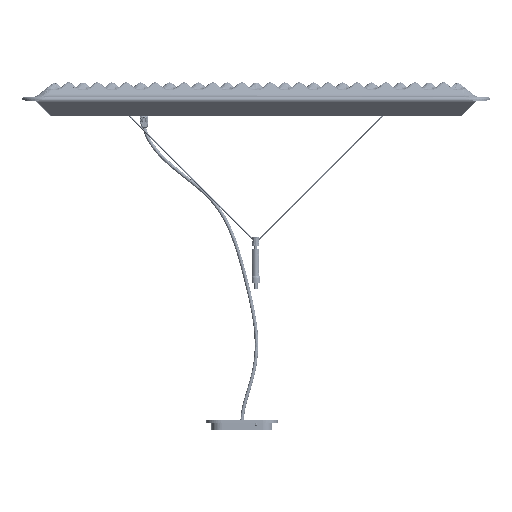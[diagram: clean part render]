
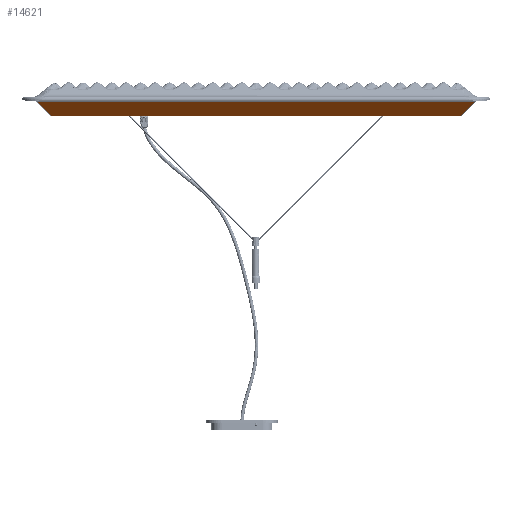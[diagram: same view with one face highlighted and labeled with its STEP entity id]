
A CAD part, left-side view. The second image highlights one B-rep face of the part: STEP entity #14621.
In plain terms, the highlighted planar face has unit normal (-0.707, 0, -0.707).
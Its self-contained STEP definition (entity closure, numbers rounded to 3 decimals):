
#2610=PLANE('',#49575);
#4716=B_SPLINE_CURVE_WITH_KNOTS('',1,(#68824,#68825),.UNSPECIFIED.,.F.,
 .F.,(2,2),(0.,695.808),.UNSPECIFIED.);
#4717=B_SPLINE_CURVE_WITH_KNOTS('',1,(#68829,#68830),.UNSPECIFIED.,.F.,
 .F.,(2,2),(0.,41.96),.UNSPECIFIED.);
#4718=B_SPLINE_CURVE_WITH_KNOTS('',3,(#68831,#68832,#68833,#68834),
 .UNSPECIFIED.,.F.,.F.,(4,4),(0.,1.),.UNSPECIFIED.);
#4719=B_SPLINE_CURVE_WITH_KNOTS('',1,(#68835,#68836),.UNSPECIFIED.,.F.,
 .F.,(2,2),(0.,744.758),.UNSPECIFIED.);
#4720=B_SPLINE_CURVE_WITH_KNOTS('',3,(#68837,#68838,#68839,#68840),
 .UNSPECIFIED.,.F.,.F.,(4,4),(-1.,0.),.UNSPECIFIED.);
#4721=B_SPLINE_CURVE_WITH_KNOTS('',1,(#68841,#68842),.UNSPECIFIED.,.F.,
 .F.,(2,2),(0.,41.96),.UNSPECIFIED.);
#14621=ADVANCED_FACE('',(#16365),#2610,.T.);
#16365=FACE_OUTER_BOUND('',#18128,.T.);
#18128=EDGE_LOOP('',(#22555,#22556,#22557,#22558,#22559,#22560,#22561,#22562));
#22555=ORIENTED_EDGE('',*,*,#31355,.T.);
#22556=ORIENTED_EDGE('',*,*,#31356,.T.);
#22557=ORIENTED_EDGE('',*,*,#31357,.T.);
#22558=ORIENTED_EDGE('',*,*,#31358,.T.);
#22559=ORIENTED_EDGE('',*,*,#31359,.T.);
#22560=ORIENTED_EDGE('',*,*,#31360,.T.);
#22561=ORIENTED_EDGE('',*,*,#31361,.T.);
#22562=ORIENTED_EDGE('',*,*,#31362,.T.);
#31355=EDGE_CURVE('',#42846,#42847,#4716,.T.);
#31356=EDGE_CURVE('',#42847,#42848,#38179,.T.);
#31357=EDGE_CURVE('',#42848,#42849,#4717,.T.);
#31358=EDGE_CURVE('',#42849,#42850,#4718,.T.);
#31359=EDGE_CURVE('',#42850,#42851,#4719,.T.);
#31360=EDGE_CURVE('',#42851,#42852,#4720,.T.);
#31361=EDGE_CURVE('',#42852,#42853,#4721,.T.);
#31362=EDGE_CURVE('',#42853,#42846,#38180,.T.);
#38179=(
BOUNDED_CURVE()
B_SPLINE_CURVE(2,(#68826,#68827,#68828),.UNSPECIFIED.,.F.,.F.)
B_SPLINE_CURVE_WITH_KNOTS((3,3),(0.,0.37),.UNSPECIFIED.)
CURVE()
GEOMETRIC_REPRESENTATION_ITEM()
RATIONAL_B_SPLINE_CURVE((1.,0.996,1.))
REPRESENTATION_ITEM('')
);
#38180=(
BOUNDED_CURVE()
B_SPLINE_CURVE(2,(#68843,#68844,#68845),.UNSPECIFIED.,.F.,.F.)
B_SPLINE_CURVE_WITH_KNOTS((3,3),(0.,0.37),.UNSPECIFIED.)
CURVE()
GEOMETRIC_REPRESENTATION_ITEM()
RATIONAL_B_SPLINE_CURVE((1.,0.996,1.))
REPRESENTATION_ITEM('')
);
#42846=VERTEX_POINT('',#68816);
#42847=VERTEX_POINT('',#68817);
#42848=VERTEX_POINT('',#68818);
#42849=VERTEX_POINT('',#68819);
#42850=VERTEX_POINT('',#68820);
#42851=VERTEX_POINT('',#68821);
#42852=VERTEX_POINT('',#68822);
#42853=VERTEX_POINT('',#68823);
#49575=AXIS2_PLACEMENT_3D('',#68815,#49890,$);
#49890=DIRECTION('',(-0.707,0.,-0.707));
#68815=CARTESIAN_POINT('',(-743.092,-447.462,-45.206));
#68816=CARTESIAN_POINT('',(-746.149,347.906,-42.149));
#68817=CARTESIAN_POINT('',(-746.149,-347.901,-42.149));
#68818=CARTESIAN_POINT('',(-746.347,-348.141,-41.95));
#68819=CARTESIAN_POINT('',(-770.59,-372.333,-17.708));
#68820=CARTESIAN_POINT('',(-770.623,-372.377,-17.675));
#68821=CARTESIAN_POINT('',(-770.623,372.381,-17.675));
#68822=CARTESIAN_POINT('',(-770.59,372.338,-17.708));
#68823=CARTESIAN_POINT('',(-746.347,348.146,-41.95));
#68824=CARTESIAN_POINT('',(-746.149,347.906,-42.149));
#68825=CARTESIAN_POINT('',(-746.149,-347.901,-42.149));
#68826=CARTESIAN_POINT('',(-746.149,-347.901,-42.149));
#68827=CARTESIAN_POINT('',(-746.24,-348.034,-42.058));
#68828=CARTESIAN_POINT('',(-746.347,-348.141,-41.95));
#68829=CARTESIAN_POINT('',(-746.347,-348.141,-41.95));
#68830=CARTESIAN_POINT('',(-770.59,-372.333,-17.708));
#68831=CARTESIAN_POINT('',(-770.59,-372.333,-17.708));
#68832=CARTESIAN_POINT('',(-770.601,-372.348,-17.697));
#68833=CARTESIAN_POINT('',(-770.612,-372.362,-17.686));
#68834=CARTESIAN_POINT('',(-770.623,-372.377,-17.675));
#68835=CARTESIAN_POINT('',(-770.623,-372.377,-17.675));
#68836=CARTESIAN_POINT('',(-770.623,372.381,-17.675));
#68837=CARTESIAN_POINT('',(-770.623,372.381,-17.675));
#68838=CARTESIAN_POINT('',(-770.612,372.367,-17.686));
#68839=CARTESIAN_POINT('',(-770.601,372.352,-17.697));
#68840=CARTESIAN_POINT('',(-770.59,372.338,-17.708));
#68841=CARTESIAN_POINT('',(-770.59,372.338,-17.708));
#68842=CARTESIAN_POINT('',(-746.347,348.146,-41.95));
#68843=CARTESIAN_POINT('',(-746.347,348.146,-41.95));
#68844=CARTESIAN_POINT('',(-746.24,348.039,-42.058));
#68845=CARTESIAN_POINT('',(-746.149,347.906,-42.149));
